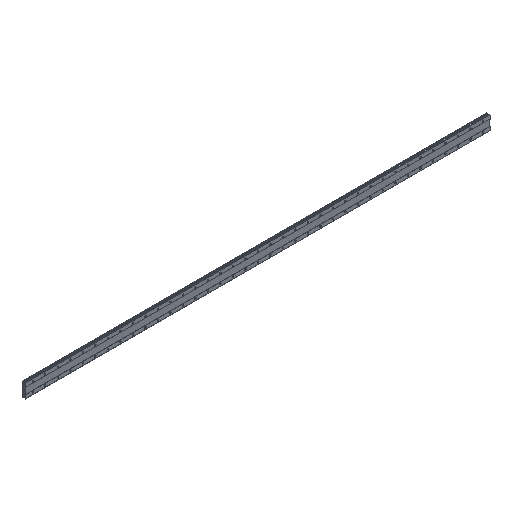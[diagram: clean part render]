
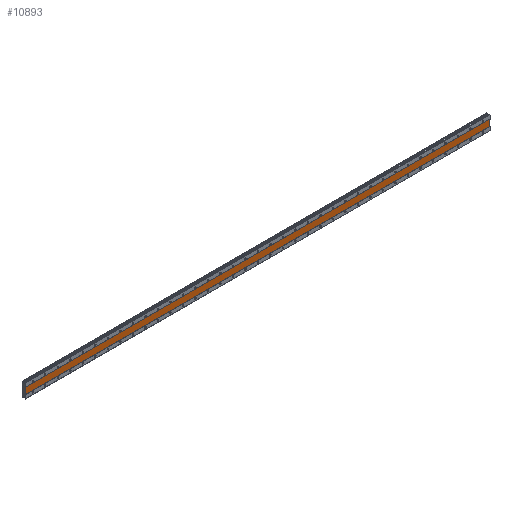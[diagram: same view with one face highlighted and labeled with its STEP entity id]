
A CAD part, isometric view. The second image highlights one B-rep face of the part: STEP entity #10893.
In plain terms, the highlighted planar face has unit normal (0, -1, 0).
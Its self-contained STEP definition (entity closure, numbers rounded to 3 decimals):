
#285 = DIRECTION ( 'NONE',  ( 0., 0., 1. ) ) ;
#348 = DIRECTION ( 'NONE',  ( 0., 1., 0. ) ) ;
#995 = VERTEX_POINT ( 'NONE', #3277 ) ;
#1301 = CARTESIAN_POINT ( 'NONE',  ( 2925., 1., 20. ) ) ;
#1478 = VECTOR ( 'NONE', #5140, 1000. ) ;
#2017 = DIRECTION ( 'NONE',  ( 0., 0., 1. ) ) ;
#2351 = VERTEX_POINT ( 'NONE', #6579 ) ;
#2366 = VERTEX_POINT ( 'NONE', #7590 ) ;
#2451 = DIRECTION ( 'NONE',  ( 0., 0., -1. ) ) ;
#2578 = VECTOR ( 'NONE', #6956, 1000. ) ;
#3277 = CARTESIAN_POINT ( 'NONE',  ( -45., 1., -20. ) ) ;
#3294 = ORIENTED_EDGE ( 'NONE', *, *, #10904, .F. ) ;
#3814 = CARTESIAN_POINT ( 'NONE',  ( 2925., 1., -20. ) ) ;
#4081 = EDGE_CURVE ( 'NONE', #9387, #995, #6836, .T. ) ;
#4905 = CARTESIAN_POINT ( 'NONE',  ( 2925., 1., 20. ) ) ;
#5140 = DIRECTION ( 'NONE',  ( 1., 0., 0. ) ) ;
#5798 = CARTESIAN_POINT ( 'NONE',  ( -45., 1., 20. ) ) ;
#6128 = CARTESIAN_POINT ( 'NONE',  ( 2925., 1., -20. ) ) ;
#6579 = CARTESIAN_POINT ( 'NONE',  ( -45., 1., 20. ) ) ;
#6650 = EDGE_CURVE ( 'NONE', #2366, #9387, #11140, .T. ) ;
#6748 = LINE ( 'NONE', #5798, #6831 ) ;
#6831 = VECTOR ( 'NONE', #2017, 1000. ) ;
#6833 = ORIENTED_EDGE ( 'NONE', *, *, #8172, .F. ) ;
#6836 = LINE ( 'NONE', #6128, #2578 ) ;
#6956 = DIRECTION ( 'NONE',  ( -1., 0., 0. ) ) ;
#7590 = CARTESIAN_POINT ( 'NONE',  ( 2925., 1., 20. ) ) ;
#7857 = VECTOR ( 'NONE', #2451, 1000. ) ;
#8172 = EDGE_CURVE ( 'NONE', #995, #2351, #6748, .T. ) ;
#8222 = ORIENTED_EDGE ( 'NONE', *, *, #4081, .F. ) ;
#8689 = EDGE_LOOP ( 'NONE', ( #8222, #11425, #3294, #6833 ) ) ;
#8975 = PLANE ( 'NONE',  #11008 ) ;
#9035 = FACE_OUTER_BOUND ( 'NONE', #8689, .T. ) ;
#9387 = VERTEX_POINT ( 'NONE', #3814 ) ;
#9993 = LINE ( 'NONE', #1301, #1478 ) ;
#10893 = ADVANCED_FACE ( 'NONE', ( #9035 ), #8975, .F. ) ;
#10904 = EDGE_CURVE ( 'NONE', #2351, #2366, #9993, .T. ) ;
#11008 = AXIS2_PLACEMENT_3D ( 'NONE', #4905, #348, #285 ) ;
#11140 = LINE ( 'NONE', #12176, #7857 ) ;
#11425 = ORIENTED_EDGE ( 'NONE', *, *, #6650, .F. ) ;
#12176 = CARTESIAN_POINT ( 'NONE',  ( 2925., 1., 20. ) ) ;
